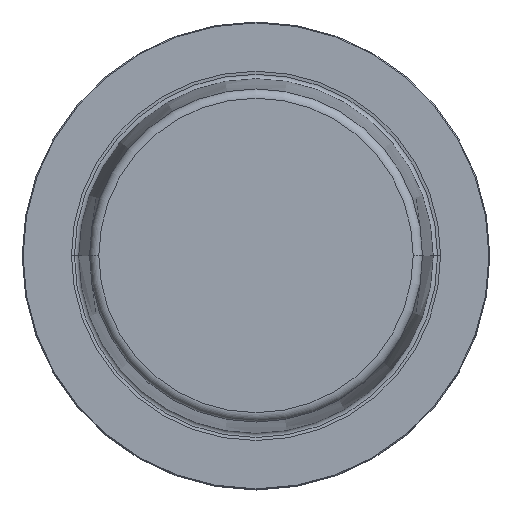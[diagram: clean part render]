
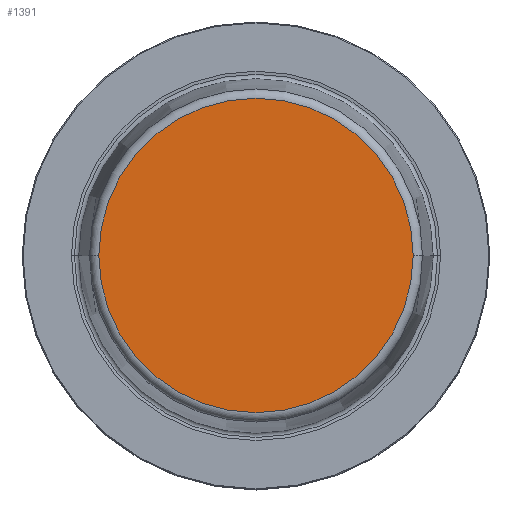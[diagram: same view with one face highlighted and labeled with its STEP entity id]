
A CAD part, top view. The second image highlights one B-rep face of the part: STEP entity #1391.
In plain terms, the highlighted planar face has unit normal (0, 0, 1).
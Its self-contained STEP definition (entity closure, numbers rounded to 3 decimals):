
#344=CARTESIAN_POINT('',(0.,0.,49.9));
#345=DIRECTION('',(0.,0.,1.));
#346=DIRECTION('',(1.,0.,0.));
#347=AXIS2_PLACEMENT_3D('',#344,#345,#346);
#352=CARTESIAN_POINT('',(0.,0.,49.9));
#353=DIRECTION('',(0.,0.,-1.));
#354=DIRECTION('',(1.,0.,0.));
#355=AXIS2_PLACEMENT_3D('',#352,#353,#354);
#976=CARTESIAN_POINT('',(33.605,0.,49.9));
#977=VERTEX_POINT('',#976);
#992=CARTESIAN_POINT('',(-33.605,0.,49.9));
#993=VERTEX_POINT('',#992);
#1382=CARTESIAN_POINT('',(0.,0.,49.9));
#1383=DIRECTION('',(0.,0.,-1.));
#1384=DIRECTION('',(-1.,0.,0.));
#1385=AXIS2_PLACEMENT_3D('',#1382,#1383,#1384);
#1386=PLANE('',#1385);
#1387=ORIENTED_EDGE('',*,*,#1375,.F.);
#1388=ORIENTED_EDGE('',*,*,#1364,.T.);
#1389=EDGE_LOOP('',(#1387,#1388));
#1390=FACE_OUTER_BOUND('',#1389,.F.);
#1391=ADVANCED_FACE('',(#1390),#1386,.F.);
#348=CIRCLE('',#347,33.605);
#356=CIRCLE('',#355,33.605);
#1364=EDGE_CURVE('',#977,#993,#356,.T.);
#1375=EDGE_CURVE('',#977,#993,#348,.T.);
